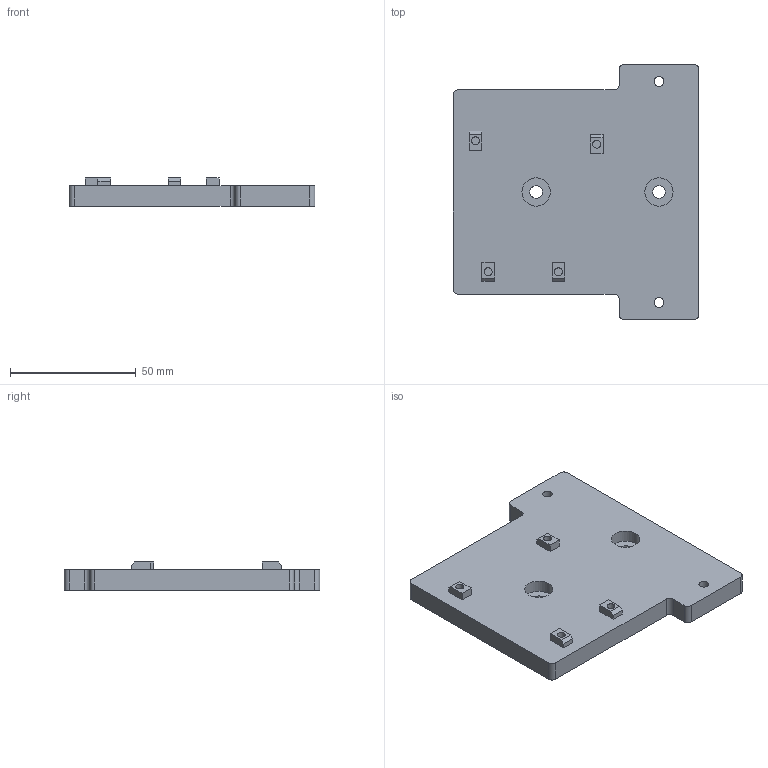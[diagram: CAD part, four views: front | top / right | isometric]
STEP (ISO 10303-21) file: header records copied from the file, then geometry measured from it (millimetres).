
FILE_DESCRIPTION(/* description */ (''),/* implementation_level */ '2;1');
FILE_NAME(/* name */ 'Electronics_Mounting_Plate-B.step',/* time_stamp */ '2021-03-28T12:53:20-04:00',/* author */ (''),/* organization */ (''),/* preprocessor_version */ 'ST-DEVELOPER v18.1',/* originating_system */ 'Autodesk Translation Framework v9.10.0.1330',/* authorisation */ '');
FILE_SCHEMA (('AUTOMOTIVE_DESIGN { 1 0 10303 214 3 1 1 }'));
Length unit declared in the file: inch
Products named in the file (1): Electronics Mounting Plate
Bounding box: 97.79 x 101.6 x 11.18 mm (x, y, z)
Volume: 67792.5 mm3; surface area: 21260.6 mm2
Topology: 1 solids, 1 shells, 58 faces, 138 edges, 92 vertices
Faces by surface type: plane 40, cylinder 18
Full cylindrical faces by diameter (mm): 3.175 x4, 3.9 x2, 5 x2, 11.25 x2
Entity records: 1736 total; most frequent: DIRECTION 292, CARTESIAN_POINT 289, ORIENTED_EDGE 276, EDGE_CURVE 138, LINE 102, VECTOR 102, AXIS2_PLACEMENT_3D 95, VERTEX_POINT 92
